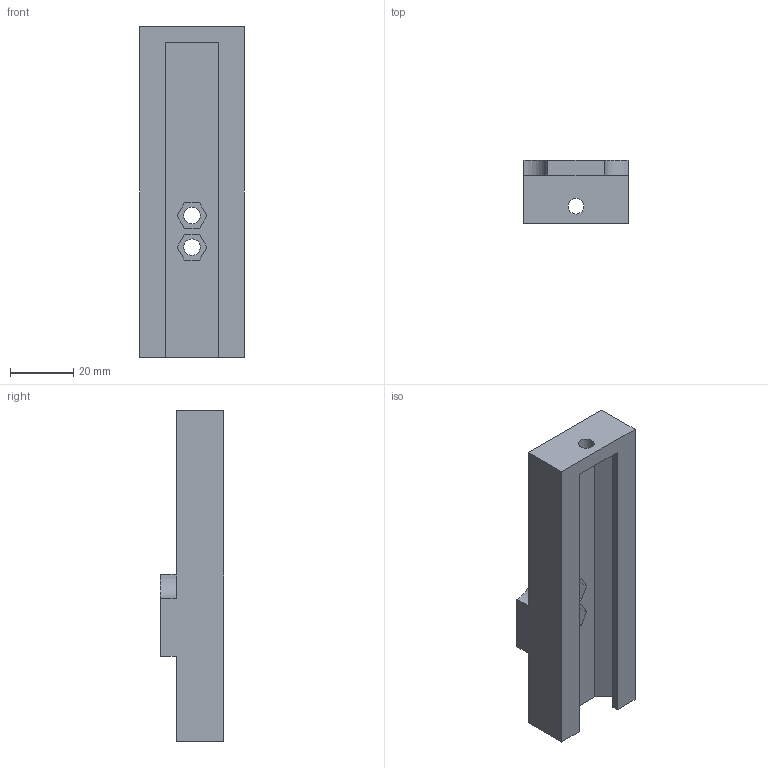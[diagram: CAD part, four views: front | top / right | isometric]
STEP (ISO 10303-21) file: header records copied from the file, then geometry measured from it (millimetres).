
FILE_DESCRIPTION(/* description */ (''),/* implementation_level */ '2;1');
FILE_NAME(/* name */ 'static laser mount.step',/* time_stamp */ '2025-12-26T20:35:12+01:00',/* author */ (''),/* organization */ (''),/* preprocessor_version */ 'ST-DEVELOPER v20.1',/* originating_system */ 'Autodesk Translation Framework v14.21.0.0',/* authorisation */ '');
FILE_SCHEMA (('AUTOMOTIVE_DESIGN { 1 0 10303 214 3 1 1 }'));
Length unit declared in the file: millimetre
Products named in the file (1): 2025-12-26-20-35-12-677
Bounding box: 33 x 20 x 105 mm (x, y, z)
Volume: 34804.3 mm3; surface area: 14668.2 mm2
Topology: 1 solids, 1 shells, 37 faces, 99 edges, 66 vertices
Faces by surface type: plane 32, cylinder 5
Full cylindrical faces by diameter (mm): 5 x1, 5.2 x2
Entity records: 1188 total; most frequent: CARTESIAN_POINT 203, ORIENTED_EDGE 198, DIRECTION 185, EDGE_CURVE 99, LINE 89, VECTOR 89, VERTEX_POINT 66, AXIS2_PLACEMENT_3D 48
